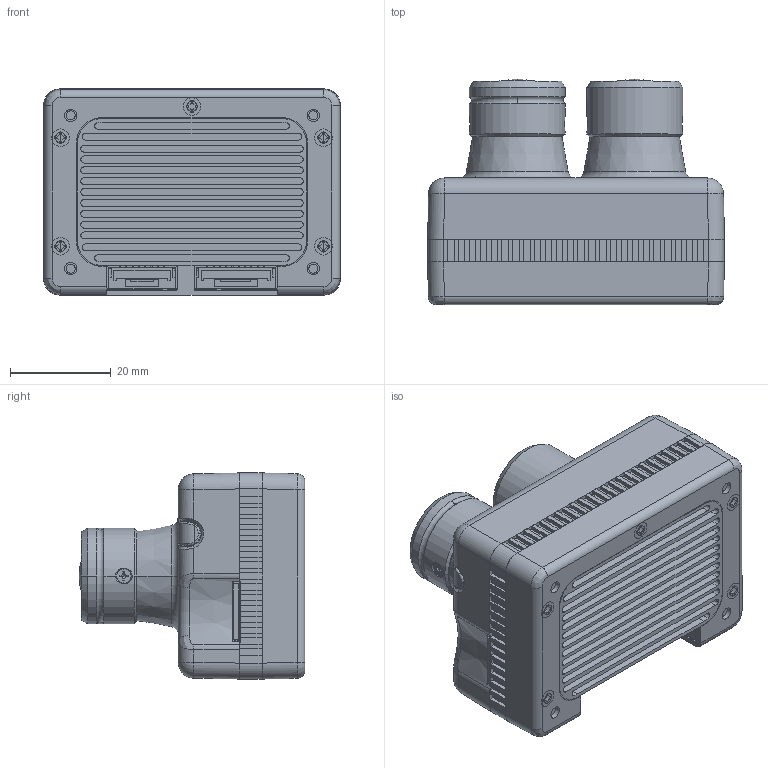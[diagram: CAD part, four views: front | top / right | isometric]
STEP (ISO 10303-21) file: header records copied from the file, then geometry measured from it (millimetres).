
FILE_DESCRIPTION((''),'2;1');
FILE_NAME('21022-XX_D4K_SW0001','2021-12-02T',('rnelson'),(''),'PRO/ENGINEER BY PARAMETRIC TECHNOLOGY CORPORATION, 2013410','PRO/ENGINEER BY PARAMETRIC TECHNOLOGY CORPORATION, 2013410','');
FILE_SCHEMA(('CONFIG_CONTROL_DESIGN'));
Products named in the file (1): 21022-XX_D4K_SW0001
Bounding box: 59 x 44.9 x 41 mm (x, y, z)
Surface area: 46005.6 mm2 (no closed solid volume)
Topology: 0 solids, 510 shells, 2955 faces, 16235 edges, 13581 vertices
Faces by surface type: plane 1889, cylinder 590, extrusion 179, bspline 116, cone 82, torus 66, sphere 33
Entity records: 174098 total; most frequent: CARTESIAN_POINT 53853, DIRECTION 22315, ORIENTED_EDGE 21732, EDGE_CURVE 16197, VERTEX_POINT 13581, VECTOR 12927, LINE 12748, AXIS2_PLACEMENT_3D 4694
